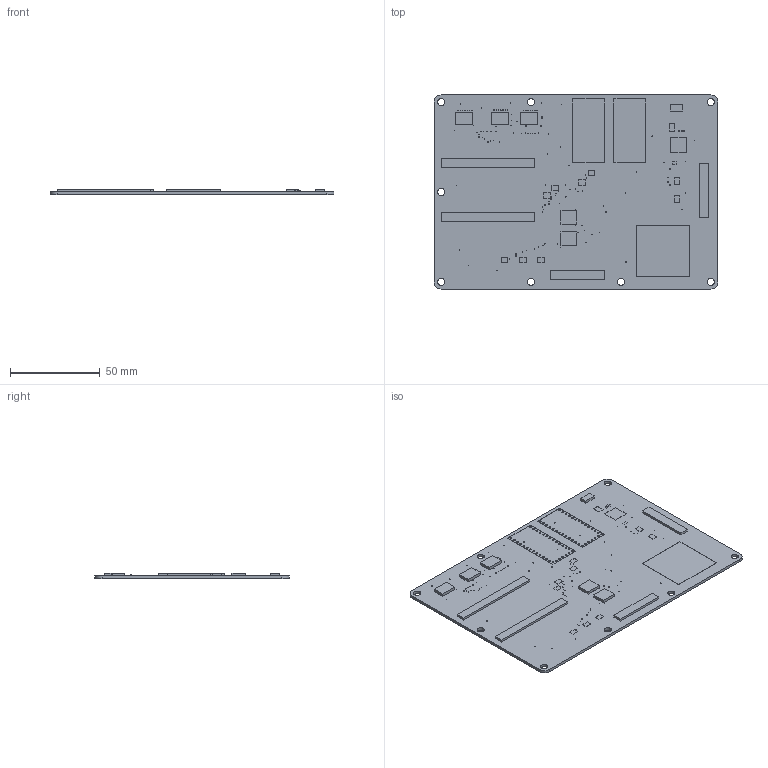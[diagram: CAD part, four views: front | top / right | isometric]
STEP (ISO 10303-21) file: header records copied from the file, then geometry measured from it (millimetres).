
FILE_DESCRIPTION(/* description */ (''),/* implementation_level */ '2;1');
FILE_NAME(/* name */ 'e362d3c8-96b0-4bc6-8708-844d946f422b.stp',/* time_stamp */ '2020-07-17T14:09:06+00:00',/* author */ (''),/* organization */ (''),/* preprocessor_version */ 'ST-DEVELOPER v18.1',/* originating_system */ 'Autodesk Translation Framework v9.3.0.1241',/* authorisation */ '');
FILE_SCHEMA (('AUTOMOTIVE_DESIGN { 1 0 10303 214 3 1 1 }'));
Length unit declared in the file: millimetre
Products named in the file (17): e362d3c8-96b0-4bc6-8708-844d946f422b; PCB Component; Board; TEENSY_3.1-3.2_OUTER_ROW; SN74HC595D; F25VP; F09VP; CD74HC4067SM96; 1KR; 10uF; MSTBA2; 1812L; 5.6V; 100nF; CAP-POL-8MMX10MM; LOGO-CRI-NEW-130MMX30MM-TPLACE; LOGO-CRI-NEW-150MM-TOP-TPLACE
Assembly tree (30 placements, depth 3):
  e362d3c8-96b0-4bc6-8708-844d946f422b
    PCB Component
      Board
      TEENSY_3.1-3.2_OUTER_ROW  x2
      SN74HC595D  x3
      F25VP  x2
      F09VP  x2
      CD74HC4067SM96  x2
      1KR  x9
      10uF
      MSTBA2
      1812L
      5.6V
      100nF
      CAP-POL-8MMX10MM
      LOGO-CRI-NEW-130MMX30MM-TPLACE
      LOGO-CRI-NEW-150MM-TOP-TPLACE
Bounding box: 158 x 108 x 3.34 mm (x, y, z)
Volume: 28569.3 mm3; surface area: 50115.2 mm2
Topology: 29 solids, 29 shells, 467 faces, 1227 edges, 818 vertices
Faces by surface type: cylinder 293, plane 174
Full cylindrical faces by diameter (mm): 0.3 x135, 0.35 x2, 0.965 x66, 1.016 x68, 1.397 x2, 3.302 x8, 4 x8
Entity records: 14665 total; most frequent: DIRECTION 2505, CARTESIAN_POINT 2195, ORIENTED_EDGE 2118, EDGE_CURVE 1059, AXIS2_PLACEMENT_3D 1016, EDGE_LOOP 961, VERTEX_POINT 706, CIRCLE 586
